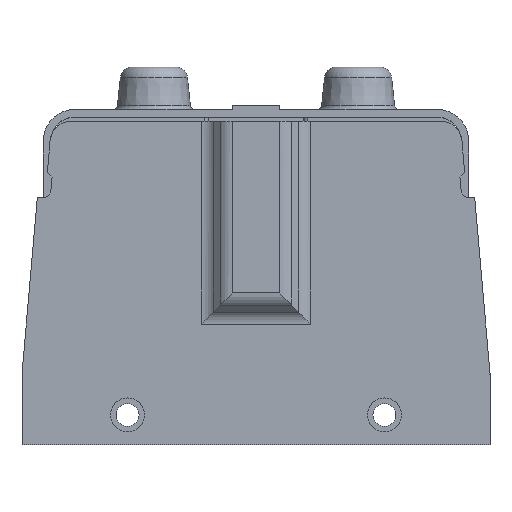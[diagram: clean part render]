
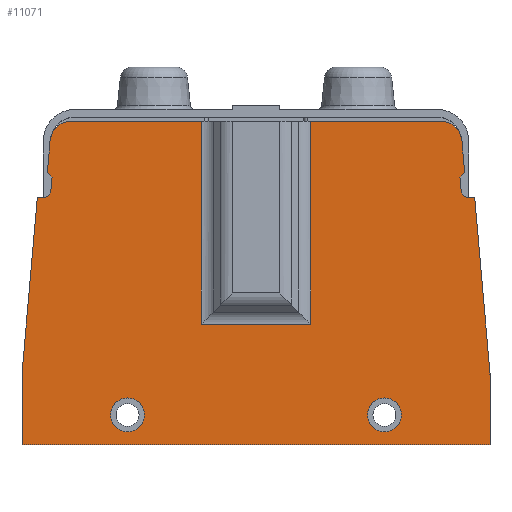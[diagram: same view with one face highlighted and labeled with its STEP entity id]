
A CAD part, top view. The second image highlights one B-rep face of the part: STEP entity #11071.
In plain terms, the highlighted planar face has unit normal (0, 0, 1).
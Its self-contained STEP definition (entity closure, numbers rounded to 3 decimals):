
#113=DIRECTION('',(1.,0.,0.));
#114=VECTOR('',#113,110.);
#115=CARTESIAN_POINT('',(-55.,-38.,21.));
#116=LINE('',#115,#114);
#609=DIRECTION('',(-1.,0.,0.));
#610=VECTOR('',#609,1.197);
#611=CARTESIAN_POINT('',(51.4,20.,21.));
#612=LINE('',#611,#610);
#621=CARTESIAN_POINT('',(43.419,33.,21.));
#622=DIRECTION('',(0.,0.,-1.));
#623=DIRECTION('',(0.,1.,0.));
#624=AXIS2_PLACEMENT_3D('',#621,#622,#623);
#626=DIRECTION('',(0.087,-0.996,0.));
#627=VECTOR('',#626,7.464);
#628=CARTESIAN_POINT('',(48.4,33.436,21.));
#629=LINE('',#628,#627);
#630=DIRECTION('',(-0.707,-0.707,0.));
#631=VECTOR('',#630,1.566);
#632=CARTESIAN_POINT('',(49.05,26.,21.));
#633=LINE('',#632,#631);
#634=DIRECTION('',(0.087,-0.996,0.));
#635=VECTOR('',#634,3.078);
#636=CARTESIAN_POINT('',(47.942,24.892,21.));
#637=LINE('',#636,#635);
#638=CARTESIAN_POINT('',(50.203,22.,21.));
#639=DIRECTION('',(0.,0.,1.));
#640=DIRECTION('',(-0.996,-0.087,0.));
#641=AXIS2_PLACEMENT_3D('',#638,#639,#640);
#643=DIRECTION('',(0.087,-0.996,0.));
#644=VECTOR('',#643,41.306);
#645=CARTESIAN_POINT('',(51.4,20.,21.));
#646=LINE('',#645,#644);
#647=DIRECTION('',(0.087,0.996,0.));
#648=VECTOR('',#647,41.306);
#649=CARTESIAN_POINT('',(-55.,-21.148,21.));
#650=LINE('',#649,#648);
#651=CARTESIAN_POINT('',(-50.203,22.,21.));
#652=DIRECTION('',(0.,0.,1.));
#653=DIRECTION('',(0.,-1.,0.));
#654=AXIS2_PLACEMENT_3D('',#651,#652,#653);
#656=DIRECTION('',(0.087,0.996,0.));
#657=VECTOR('',#656,3.078);
#658=CARTESIAN_POINT('',(-48.211,21.826,21.));
#659=LINE('',#658,#657);
#660=DIRECTION('',(-0.707,0.707,0.));
#661=VECTOR('',#660,1.566);
#662=CARTESIAN_POINT('',(-47.942,24.892,21.));
#663=LINE('',#662,#661);
#664=DIRECTION('',(0.087,0.996,0.));
#665=VECTOR('',#664,7.464);
#666=CARTESIAN_POINT('',(-49.05,26.,21.));
#667=LINE('',#666,#665);
#668=CARTESIAN_POINT('',(-43.419,33.,21.));
#669=DIRECTION('',(0.,0.,-1.));
#670=DIRECTION('',(-0.996,0.087,0.));
#671=AXIS2_PLACEMENT_3D('',#668,#669,#670);
#673=CARTESIAN_POINT('',(30.2,-31.,21.));
#674=DIRECTION('',(0.,0.,1.));
#675=DIRECTION('',(-1.,0.,0.));
#676=AXIS2_PLACEMENT_3D('',#673,#674,#675);
#678=CARTESIAN_POINT('',(30.2,-31.,21.));
#679=DIRECTION('',(0.,0.,1.));
#680=DIRECTION('',(1.,0.,0.));
#681=AXIS2_PLACEMENT_3D('',#678,#679,#680);
#683=CARTESIAN_POINT('',(-30.2,-31.,21.));
#684=DIRECTION('',(0.,0.,1.));
#685=DIRECTION('',(-1.,0.,0.));
#686=AXIS2_PLACEMENT_3D('',#683,#684,#685);
#688=CARTESIAN_POINT('',(-30.2,-31.,21.));
#689=DIRECTION('',(0.,0.,1.));
#690=DIRECTION('',(1.,0.,0.));
#691=AXIS2_PLACEMENT_3D('',#688,#689,#690);
#700=DIRECTION('',(0.,1.,0.));
#701=VECTOR('',#700,47.657);
#702=CARTESIAN_POINT('',(-12.857,-9.657,21.));
#703=LINE('',#702,#701);
#711=DIRECTION('',(-1.,0.,0.));
#712=VECTOR('',#711,25.714);
#713=CARTESIAN_POINT('',(12.857,-9.657,21.));
#714=LINE('',#713,#712);
#715=DIRECTION('',(0.,-1.,0.));
#716=VECTOR('',#715,47.657);
#717=CARTESIAN_POINT('',(12.857,38.,21.));
#718=LINE('',#717,#716);
#811=DIRECTION('',(-1.,0.,0.));
#812=VECTOR('',#811,30.562);
#813=CARTESIAN_POINT('',(43.419,38.,21.));
#814=LINE('',#813,#812);
#843=DIRECTION('',(-1.,0.,0.));
#844=VECTOR('',#843,30.562);
#845=CARTESIAN_POINT('',(-12.857,38.,21.));
#846=LINE('',#845,#844);
#1816=DIRECTION('',(0.,1.,0.));
#1817=VECTOR('',#1816,16.852);
#1818=CARTESIAN_POINT('',(55.,-38.,21.));
#1819=LINE('',#1818,#1817);
#7378=DIRECTION('',(0.,-1.,0.));
#7379=VECTOR('',#7378,16.852);
#7380=CARTESIAN_POINT('',(-55.,-21.148,21.));
#7381=LINE('',#7380,#7379);
#7402=DIRECTION('',(-1.,0.,0.));
#7403=VECTOR('',#7402,1.197);
#7404=CARTESIAN_POINT('',(-50.203,20.,21.));
#7405=LINE('',#7404,#7403);
#8143=CARTESIAN_POINT('',(-34.2,-31.,21.));
#8144=CARTESIAN_POINT('',(-26.2,-31.,21.));
#8145=VERTEX_POINT('',#8143);
#8146=VERTEX_POINT('',#8144);
#8147=CARTESIAN_POINT('',(26.2,-31.,21.));
#8148=CARTESIAN_POINT('',(34.2,-31.,21.));
#8149=VERTEX_POINT('',#8147);
#8150=VERTEX_POINT('',#8148);
#8151=CARTESIAN_POINT('',(-12.857,-9.657,21.));
#8152=CARTESIAN_POINT('',(-12.857,38.,21.));
#8153=VERTEX_POINT('',#8151);
#8154=VERTEX_POINT('',#8152);
#8155=CARTESIAN_POINT('',(12.857,-9.657,21.));
#8156=VERTEX_POINT('',#8155);
#8157=CARTESIAN_POINT('',(12.857,38.,21.));
#8158=VERTEX_POINT('',#8157);
#8159=CARTESIAN_POINT('',(43.419,38.,21.));
#8160=VERTEX_POINT('',#8159);
#8161=CARTESIAN_POINT('',(48.4,33.436,21.));
#8162=VERTEX_POINT('',#8161);
#8163=CARTESIAN_POINT('',(49.05,26.,21.));
#8164=VERTEX_POINT('',#8163);
#8165=CARTESIAN_POINT('',(47.942,24.892,21.));
#8166=VERTEX_POINT('',#8165);
#8167=CARTESIAN_POINT('',(48.211,21.826,21.));
#8168=VERTEX_POINT('',#8167);
#8169=CARTESIAN_POINT('',(50.203,20.,21.));
#8170=VERTEX_POINT('',#8169);
#8171=CARTESIAN_POINT('',(51.4,20.,21.));
#8172=VERTEX_POINT('',#8171);
#8173=CARTESIAN_POINT('',(55.,-21.148,21.));
#8174=VERTEX_POINT('',#8173);
#8175=CARTESIAN_POINT('',(55.,-38.,21.));
#8176=VERTEX_POINT('',#8175);
#8177=CARTESIAN_POINT('',(-55.,-38.,21.));
#8178=VERTEX_POINT('',#8177);
#8179=CARTESIAN_POINT('',(-55.,-21.148,21.));
#8180=VERTEX_POINT('',#8179);
#8181=CARTESIAN_POINT('',(-51.4,20.,21.));
#8182=VERTEX_POINT('',#8181);
#8183=CARTESIAN_POINT('',(-50.203,20.,21.));
#8184=VERTEX_POINT('',#8183);
#8185=CARTESIAN_POINT('',(-48.211,21.826,21.));
#8186=VERTEX_POINT('',#8185);
#8187=CARTESIAN_POINT('',(-47.942,24.892,21.));
#8188=VERTEX_POINT('',#8187);
#8189=CARTESIAN_POINT('',(-49.05,26.,21.));
#8190=VERTEX_POINT('',#8189);
#8191=CARTESIAN_POINT('',(-48.4,33.436,21.));
#8192=VERTEX_POINT('',#8191);
#8193=CARTESIAN_POINT('',(-43.419,38.,21.));
#8194=VERTEX_POINT('',#8193);
#11016=CARTESIAN_POINT('',(0.,0.,21.));
#11017=DIRECTION('',(0.,0.,1.));
#11018=DIRECTION('',(-1.,0.,0.));
#11019=AXIS2_PLACEMENT_3D('',#11016,#11017,#11018);
#11020=PLANE('',#11019);
#11022=ORIENTED_EDGE('',*,*,#11021,.F.);
#11024=ORIENTED_EDGE('',*,*,#11023,.F.);
#11026=ORIENTED_EDGE('',*,*,#11025,.F.);
#11028=ORIENTED_EDGE('',*,*,#11027,.F.);
#11029=ORIENTED_EDGE('',*,*,#10892,.T.);
#11030=ORIENTED_EDGE('',*,*,#10917,.T.);
#11031=ORIENTED_EDGE('',*,*,#10938,.T.);
#11032=ORIENTED_EDGE('',*,*,#10959,.T.);
#11033=ORIENTED_EDGE('',*,*,#10981,.T.);
#11034=ORIENTED_EDGE('',*,*,#11000,.F.);
#11036=ORIENTED_EDGE('',*,*,#11035,.T.);
#11038=ORIENTED_EDGE('',*,*,#11037,.F.);
#11039=ORIENTED_EDGE('',*,*,#10123,.F.);
#11041=ORIENTED_EDGE('',*,*,#11040,.F.);
#11043=ORIENTED_EDGE('',*,*,#11042,.T.);
#11045=ORIENTED_EDGE('',*,*,#11044,.F.);
#11047=ORIENTED_EDGE('',*,*,#11046,.T.);
#11049=ORIENTED_EDGE('',*,*,#11048,.T.);
#11051=ORIENTED_EDGE('',*,*,#11050,.T.);
#11053=ORIENTED_EDGE('',*,*,#11052,.T.);
#11054=ORIENTED_EDGE('',*,*,#10818,.T.);
#11056=ORIENTED_EDGE('',*,*,#11055,.F.);
#11057=EDGE_LOOP('',(#11022,#11024,#11026,#11028,#11029,#11030,#11031,#11032,
#11033,#11034,#11036,#11038,#11039,#11041,#11043,#11045,#11047,#11049,#11051,
#11053,#11054,#11056));
#11058=FACE_OUTER_BOUND('',#11057,.F.);
#11060=ORIENTED_EDGE('',*,*,#11059,.T.);
#11062=ORIENTED_EDGE('',*,*,#11061,.T.);
#11063=EDGE_LOOP('',(#11060,#11062));
#11064=FACE_BOUND('',#11063,.F.);
#11066=ORIENTED_EDGE('',*,*,#11065,.T.);
#11068=ORIENTED_EDGE('',*,*,#11067,.T.);
#11069=EDGE_LOOP('',(#11066,#11068));
#11070=FACE_BOUND('',#11069,.F.);
#625=CIRCLE('',#624,5.);
#642=CIRCLE('',#641,2.);
#655=CIRCLE('',#654,2.);
#672=CIRCLE('',#671,5.);
#677=CIRCLE('',#676,4.);
#682=CIRCLE('',#681,4.);
#687=CIRCLE('',#686,4.);
#692=CIRCLE('',#691,4.);
#10123=EDGE_CURVE('',#8178,#8176,#116,.T.);
#10818=EDGE_CURVE('',#8192,#8194,#672,.T.);
#10892=EDGE_CURVE('',#8160,#8162,#625,.T.);
#10917=EDGE_CURVE('',#8162,#8164,#629,.T.);
#10938=EDGE_CURVE('',#8164,#8166,#633,.T.);
#10959=EDGE_CURVE('',#8166,#8168,#637,.T.);
#10981=EDGE_CURVE('',#8168,#8170,#642,.T.);
#11000=EDGE_CURVE('',#8172,#8170,#612,.T.);
#11021=EDGE_CURVE('',#8153,#8154,#703,.T.);
#11023=EDGE_CURVE('',#8156,#8153,#714,.T.);
#11025=EDGE_CURVE('',#8158,#8156,#718,.T.);
#11027=EDGE_CURVE('',#8160,#8158,#814,.T.);
#11035=EDGE_CURVE('',#8172,#8174,#646,.T.);
#11037=EDGE_CURVE('',#8176,#8174,#1819,.T.);
#11040=EDGE_CURVE('',#8180,#8178,#7381,.T.);
#11042=EDGE_CURVE('',#8180,#8182,#650,.T.);
#11044=EDGE_CURVE('',#8184,#8182,#7405,.T.);
#11046=EDGE_CURVE('',#8184,#8186,#655,.T.);
#11048=EDGE_CURVE('',#8186,#8188,#659,.T.);
#11050=EDGE_CURVE('',#8188,#8190,#663,.T.);
#11052=EDGE_CURVE('',#8190,#8192,#667,.T.);
#11055=EDGE_CURVE('',#8154,#8194,#846,.T.);
#11059=EDGE_CURVE('',#8149,#8150,#677,.T.);
#11061=EDGE_CURVE('',#8150,#8149,#682,.T.);
#11065=EDGE_CURVE('',#8145,#8146,#687,.T.);
#11067=EDGE_CURVE('',#8146,#8145,#692,.T.);
#11071=ADVANCED_FACE('',(#11058,#11064,#11070),#11020,.T.);
